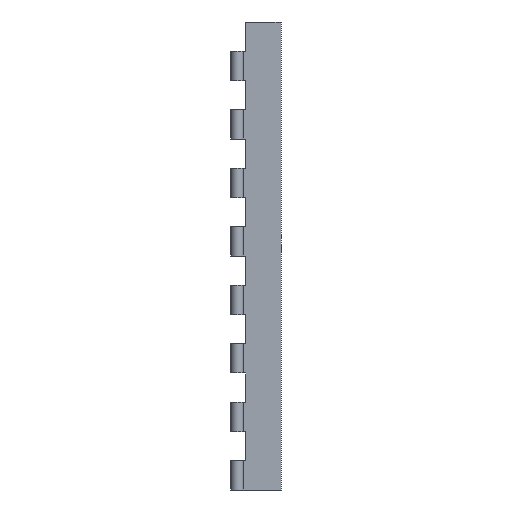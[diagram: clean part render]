
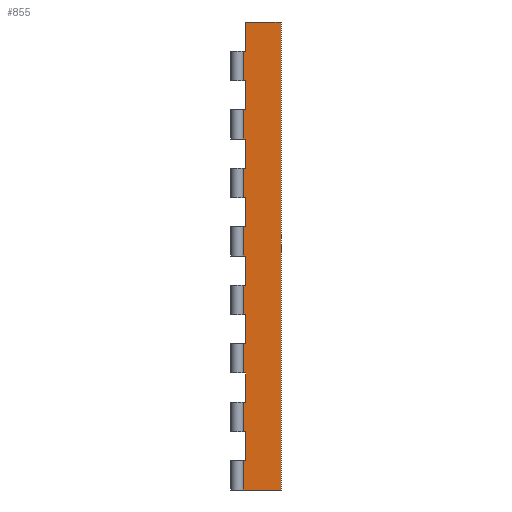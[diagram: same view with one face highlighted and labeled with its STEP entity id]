
A CAD part, left-side view. The second image highlights one B-rep face of the part: STEP entity #855.
In plain terms, the highlighted planar face has unit normal (-1, 0, 0).
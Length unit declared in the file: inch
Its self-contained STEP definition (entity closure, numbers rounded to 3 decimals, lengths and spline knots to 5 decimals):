
#17=PLANE('',#951);
#44=LINE('',#1261,#130);
#46=LINE('',#1275,#132);
#48=LINE('',#1284,#134);
#50=LINE('',#1293,#136);
#52=LINE('',#1302,#138);
#54=LINE('',#1311,#140);
#56=LINE('',#1320,#142);
#58=LINE('',#1329,#144);
#60=LINE('',#1335,#146);
#65=LINE('',#1344,#151);
#66=LINE('',#1347,#152);
#67=LINE('',#1349,#153);
#68=LINE('',#1350,#154);
#69=LINE('',#1352,#155);
#70=LINE('',#1354,#156);
#71=LINE('',#1355,#157);
#72=LINE('',#1357,#158);
#73=LINE('',#1359,#159);
#74=LINE('',#1360,#160);
#75=LINE('',#1362,#161);
#76=LINE('',#1364,#162);
#77=LINE('',#1365,#163);
#78=LINE('',#1367,#164);
#79=LINE('',#1369,#165);
#80=LINE('',#1370,#166);
#81=LINE('',#1372,#167);
#82=LINE('',#1374,#168);
#83=LINE('',#1375,#169);
#84=LINE('',#1377,#170);
#85=LINE('',#1379,#171);
#86=LINE('',#1380,#172);
#87=LINE('',#1381,#173);
#88=LINE('',#1383,#174);
#89=LINE('',#1384,#175);
#130=VECTOR('',#1028,39.37008);
#132=VECTOR('',#1042,39.37008);
#134=VECTOR('',#1050,39.37008);
#136=VECTOR('',#1058,39.37008);
#138=VECTOR('',#1066,39.37008);
#140=VECTOR('',#1074,39.37008);
#142=VECTOR('',#1082,39.37008);
#144=VECTOR('',#1090,39.37008);
#146=VECTOR('',#1094,39.37008);
#151=VECTOR('',#1101,39.37008);
#152=VECTOR('',#1104,39.37008);
#153=VECTOR('',#1105,39.37008);
#154=VECTOR('',#1106,39.37008);
#155=VECTOR('',#1107,39.37008);
#156=VECTOR('',#1108,39.37008);
#157=VECTOR('',#1109,39.37008);
#158=VECTOR('',#1110,39.37008);
#159=VECTOR('',#1111,39.37008);
#160=VECTOR('',#1112,39.37008);
#161=VECTOR('',#1113,39.37008);
#162=VECTOR('',#1114,39.37008);
#163=VECTOR('',#1115,39.37008);
#164=VECTOR('',#1116,39.37008);
#165=VECTOR('',#1117,39.37008);
#166=VECTOR('',#1118,39.37008);
#167=VECTOR('',#1119,39.37008);
#168=VECTOR('',#1120,39.37008);
#169=VECTOR('',#1121,39.37008);
#170=VECTOR('',#1122,39.37008);
#171=VECTOR('',#1123,39.37008);
#172=VECTOR('',#1124,39.37008);
#173=VECTOR('',#1125,39.37008);
#174=VECTOR('',#1126,39.37008);
#175=VECTOR('',#1127,39.37008);
#257=FACE_OUTER_BOUND('',#310,.T.);
#310=EDGE_LOOP('',(#642,#643,#644,#645,#646,#647,#648,#649,#650,#651,#652,
#653,#654,#655,#656,#657,#658,#659,#660,#661,#662,#663,#664,#665,#666,#667,
#668,#669,#670,#671,#672,#673,#674,#675));
#397=VERTEX_POINT('',#1254);
#400=VERTEX_POINT('',#1259);
#403=VERTEX_POINT('',#1268);
#406=VERTEX_POINT('',#1273);
#407=VERTEX_POINT('',#1277);
#410=VERTEX_POINT('',#1282);
#411=VERTEX_POINT('',#1286);
#414=VERTEX_POINT('',#1291);
#415=VERTEX_POINT('',#1295);
#418=VERTEX_POINT('',#1300);
#419=VERTEX_POINT('',#1304);
#422=VERTEX_POINT('',#1309);
#423=VERTEX_POINT('',#1313);
#426=VERTEX_POINT('',#1318);
#427=VERTEX_POINT('',#1322);
#430=VERTEX_POINT('',#1327);
#431=VERTEX_POINT('',#1331);
#433=VERTEX_POINT('',#1334);
#436=VERTEX_POINT('',#1342);
#437=VERTEX_POINT('',#1346);
#438=VERTEX_POINT('',#1348);
#439=VERTEX_POINT('',#1351);
#440=VERTEX_POINT('',#1353);
#441=VERTEX_POINT('',#1356);
#442=VERTEX_POINT('',#1358);
#443=VERTEX_POINT('',#1361);
#444=VERTEX_POINT('',#1363);
#445=VERTEX_POINT('',#1366);
#446=VERTEX_POINT('',#1368);
#447=VERTEX_POINT('',#1371);
#448=VERTEX_POINT('',#1373);
#449=VERTEX_POINT('',#1376);
#450=VERTEX_POINT('',#1378);
#451=VERTEX_POINT('',#1382);
#484=EDGE_CURVE('',#397,#400,#44,.T.);
#490=EDGE_CURVE('',#403,#406,#46,.T.);
#494=EDGE_CURVE('',#407,#410,#48,.T.);
#498=EDGE_CURVE('',#411,#414,#50,.T.);
#502=EDGE_CURVE('',#415,#418,#52,.T.);
#506=EDGE_CURVE('',#419,#422,#54,.T.);
#510=EDGE_CURVE('',#423,#426,#56,.T.);
#514=EDGE_CURVE('',#427,#430,#58,.T.);
#516=EDGE_CURVE('',#431,#433,#60,.T.);
#521=EDGE_CURVE('',#400,#436,#65,.T.);
#522=EDGE_CURVE('',#430,#437,#66,.T.);
#523=EDGE_CURVE('',#437,#438,#67,.T.);
#524=EDGE_CURVE('',#438,#423,#68,.T.);
#525=EDGE_CURVE('',#426,#439,#69,.T.);
#526=EDGE_CURVE('',#439,#440,#70,.T.);
#527=EDGE_CURVE('',#440,#419,#71,.T.);
#528=EDGE_CURVE('',#422,#441,#72,.T.);
#529=EDGE_CURVE('',#441,#442,#73,.T.);
#530=EDGE_CURVE('',#442,#415,#74,.T.);
#531=EDGE_CURVE('',#418,#443,#75,.T.);
#532=EDGE_CURVE('',#443,#444,#76,.T.);
#533=EDGE_CURVE('',#444,#411,#77,.T.);
#534=EDGE_CURVE('',#414,#445,#78,.T.);
#535=EDGE_CURVE('',#445,#446,#79,.T.);
#536=EDGE_CURVE('',#446,#407,#80,.T.);
#537=EDGE_CURVE('',#410,#447,#81,.T.);
#538=EDGE_CURVE('',#447,#448,#82,.T.);
#539=EDGE_CURVE('',#448,#403,#83,.T.);
#540=EDGE_CURVE('',#406,#449,#84,.T.);
#541=EDGE_CURVE('',#449,#450,#85,.T.);
#542=EDGE_CURVE('',#450,#397,#86,.T.);
#543=EDGE_CURVE('',#433,#436,#87,.T.);
#544=EDGE_CURVE('',#431,#451,#88,.T.);
#545=EDGE_CURVE('',#451,#427,#89,.T.);
#642=ORIENTED_EDGE('',*,*,#514,.T.);
#643=ORIENTED_EDGE('',*,*,#522,.T.);
#644=ORIENTED_EDGE('',*,*,#523,.T.);
#645=ORIENTED_EDGE('',*,*,#524,.T.);
#646=ORIENTED_EDGE('',*,*,#510,.T.);
#647=ORIENTED_EDGE('',*,*,#525,.T.);
#648=ORIENTED_EDGE('',*,*,#526,.T.);
#649=ORIENTED_EDGE('',*,*,#527,.T.);
#650=ORIENTED_EDGE('',*,*,#506,.T.);
#651=ORIENTED_EDGE('',*,*,#528,.T.);
#652=ORIENTED_EDGE('',*,*,#529,.T.);
#653=ORIENTED_EDGE('',*,*,#530,.T.);
#654=ORIENTED_EDGE('',*,*,#502,.T.);
#655=ORIENTED_EDGE('',*,*,#531,.T.);
#656=ORIENTED_EDGE('',*,*,#532,.T.);
#657=ORIENTED_EDGE('',*,*,#533,.T.);
#658=ORIENTED_EDGE('',*,*,#498,.T.);
#659=ORIENTED_EDGE('',*,*,#534,.T.);
#660=ORIENTED_EDGE('',*,*,#535,.T.);
#661=ORIENTED_EDGE('',*,*,#536,.T.);
#662=ORIENTED_EDGE('',*,*,#494,.T.);
#663=ORIENTED_EDGE('',*,*,#537,.T.);
#664=ORIENTED_EDGE('',*,*,#538,.T.);
#665=ORIENTED_EDGE('',*,*,#539,.T.);
#666=ORIENTED_EDGE('',*,*,#490,.T.);
#667=ORIENTED_EDGE('',*,*,#540,.T.);
#668=ORIENTED_EDGE('',*,*,#541,.T.);
#669=ORIENTED_EDGE('',*,*,#542,.T.);
#670=ORIENTED_EDGE('',*,*,#484,.T.);
#671=ORIENTED_EDGE('',*,*,#521,.T.);
#672=ORIENTED_EDGE('',*,*,#543,.F.);
#673=ORIENTED_EDGE('',*,*,#516,.F.);
#674=ORIENTED_EDGE('',*,*,#544,.T.);
#675=ORIENTED_EDGE('',*,*,#545,.T.);
#855=ADVANCED_FACE('',(#257),#17,.F.);
#951=AXIS2_PLACEMENT_3D('',#1345,#1102,#1103);
#1028=DIRECTION('',(0.,0.,-1.));
#1042=DIRECTION('',(0.,0.,-1.));
#1050=DIRECTION('',(0.,0.,-1.));
#1058=DIRECTION('',(0.,0.,-1.));
#1066=DIRECTION('',(0.,0.,-1.));
#1074=DIRECTION('',(0.,0.,-1.));
#1082=DIRECTION('',(0.,0.,-1.));
#1090=DIRECTION('',(0.,0.,-1.));
#1094=DIRECTION('',(0.,-1.,0.));
#1101=DIRECTION('',(0.,-1.,0.));
#1102=DIRECTION('center_axis',(1.,0.,0.));
#1103=DIRECTION('ref_axis',(0.,1.,0.));
#1104=DIRECTION('',(0.,-1.,0.));
#1105=DIRECTION('',(0.,0.,-1.));
#1106=DIRECTION('',(0.,1.,0.));
#1107=DIRECTION('',(0.,-1.,0.));
#1108=DIRECTION('',(0.,0.,-1.));
#1109=DIRECTION('',(0.,1.,0.));
#1110=DIRECTION('',(0.,-1.,0.));
#1111=DIRECTION('',(0.,0.,-1.));
#1112=DIRECTION('',(0.,1.,0.));
#1113=DIRECTION('',(0.,-1.,0.));
#1114=DIRECTION('',(0.,0.,-1.));
#1115=DIRECTION('',(0.,1.,0.));
#1116=DIRECTION('',(0.,-1.,0.));
#1117=DIRECTION('',(0.,0.,-1.));
#1118=DIRECTION('',(0.,1.,0.));
#1119=DIRECTION('',(0.,-1.,0.));
#1120=DIRECTION('',(0.,0.,-1.));
#1121=DIRECTION('',(0.,1.,0.));
#1122=DIRECTION('',(0.,-1.,0.));
#1123=DIRECTION('',(0.,0.,-1.));
#1124=DIRECTION('',(0.,1.,0.));
#1125=DIRECTION('',(0.,0.,-1.));
#1126=DIRECTION('',(0.,0.,-1.));
#1127=DIRECTION('',(0.,1.,0.));
#1254=CARTESIAN_POINT('',(0.125,-0.17493,1.));
#1259=CARTESIAN_POINT('',(0.125,-0.17493,0.));
#1261=CARTESIAN_POINT('',(0.125,-0.17493,16.));
#1268=CARTESIAN_POINT('',(0.125,-0.17493,3.));
#1273=CARTESIAN_POINT('',(0.125,-0.17493,2.));
#1275=CARTESIAN_POINT('',(0.125,-0.17493,16.));
#1277=CARTESIAN_POINT('',(0.125,-0.17493,5.));
#1282=CARTESIAN_POINT('',(0.125,-0.17493,4.));
#1284=CARTESIAN_POINT('',(0.125,-0.17493,16.));
#1286=CARTESIAN_POINT('',(0.125,-0.17493,7.));
#1291=CARTESIAN_POINT('',(0.125,-0.17493,6.));
#1293=CARTESIAN_POINT('',(0.125,-0.17493,16.));
#1295=CARTESIAN_POINT('',(0.125,-0.17493,9.));
#1300=CARTESIAN_POINT('',(0.125,-0.17493,8.));
#1302=CARTESIAN_POINT('',(0.125,-0.17493,16.));
#1304=CARTESIAN_POINT('',(0.125,-0.17493,11.));
#1309=CARTESIAN_POINT('',(0.125,-0.17493,10.));
#1311=CARTESIAN_POINT('',(0.125,-0.17493,16.));
#1313=CARTESIAN_POINT('',(0.125,-0.17493,13.));
#1318=CARTESIAN_POINT('',(0.125,-0.17493,12.));
#1320=CARTESIAN_POINT('',(0.125,-0.17493,16.));
#1322=CARTESIAN_POINT('',(0.125,-0.17493,15.));
#1327=CARTESIAN_POINT('',(0.125,-0.17493,14.));
#1329=CARTESIAN_POINT('',(0.125,-0.17493,16.));
#1331=CARTESIAN_POINT('',(0.125,-0.285,16.));
#1334=CARTESIAN_POINT('',(0.125,-1.5,16.));
#1335=CARTESIAN_POINT('',(0.125,-1.5,16.));
#1342=CARTESIAN_POINT('',(0.125,-1.5,0.));
#1344=CARTESIAN_POINT('',(0.125,-1.5,0.));
#1345=CARTESIAN_POINT('Origin',(0.125,-1.5,16.));
#1346=CARTESIAN_POINT('',(0.125,-0.285,14.));
#1347=CARTESIAN_POINT('',(0.125,-1.5,14.));
#1348=CARTESIAN_POINT('',(0.125,-0.285,13.));
#1349=CARTESIAN_POINT('',(0.125,-0.285,16.));
#1350=CARTESIAN_POINT('',(0.125,-1.5,13.));
#1351=CARTESIAN_POINT('',(0.125,-0.285,12.));
#1352=CARTESIAN_POINT('',(0.125,-1.5,12.));
#1353=CARTESIAN_POINT('',(0.125,-0.285,11.));
#1354=CARTESIAN_POINT('',(0.125,-0.285,16.));
#1355=CARTESIAN_POINT('',(0.125,-1.5,11.));
#1356=CARTESIAN_POINT('',(0.125,-0.285,10.));
#1357=CARTESIAN_POINT('',(0.125,-1.5,10.));
#1358=CARTESIAN_POINT('',(0.125,-0.285,9.));
#1359=CARTESIAN_POINT('',(0.125,-0.285,16.));
#1360=CARTESIAN_POINT('',(0.125,-1.5,9.));
#1361=CARTESIAN_POINT('',(0.125,-0.285,8.));
#1362=CARTESIAN_POINT('',(0.125,-1.5,8.));
#1363=CARTESIAN_POINT('',(0.125,-0.285,7.));
#1364=CARTESIAN_POINT('',(0.125,-0.285,16.));
#1365=CARTESIAN_POINT('',(0.125,-1.5,7.));
#1366=CARTESIAN_POINT('',(0.125,-0.285,6.));
#1367=CARTESIAN_POINT('',(0.125,-1.5,6.));
#1368=CARTESIAN_POINT('',(0.125,-0.285,5.));
#1369=CARTESIAN_POINT('',(0.125,-0.285,16.));
#1370=CARTESIAN_POINT('',(0.125,-1.5,5.));
#1371=CARTESIAN_POINT('',(0.125,-0.285,4.));
#1372=CARTESIAN_POINT('',(0.125,-1.5,4.));
#1373=CARTESIAN_POINT('',(0.125,-0.285,3.));
#1374=CARTESIAN_POINT('',(0.125,-0.285,16.));
#1375=CARTESIAN_POINT('',(0.125,-1.5,3.));
#1376=CARTESIAN_POINT('',(0.125,-0.285,2.));
#1377=CARTESIAN_POINT('',(0.125,-1.5,2.));
#1378=CARTESIAN_POINT('',(0.125,-0.285,1.));
#1379=CARTESIAN_POINT('',(0.125,-0.285,16.));
#1380=CARTESIAN_POINT('',(0.125,-1.5,1.));
#1381=CARTESIAN_POINT('',(0.125,-1.5,16.));
#1382=CARTESIAN_POINT('',(0.125,-0.285,15.));
#1383=CARTESIAN_POINT('',(0.125,-0.285,16.));
#1384=CARTESIAN_POINT('',(0.125,-1.5,15.));
